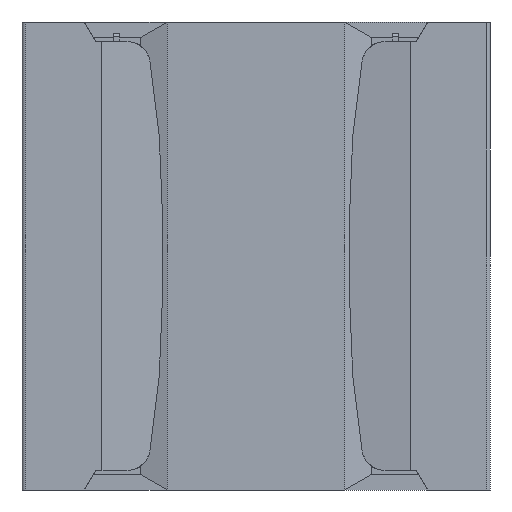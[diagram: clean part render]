
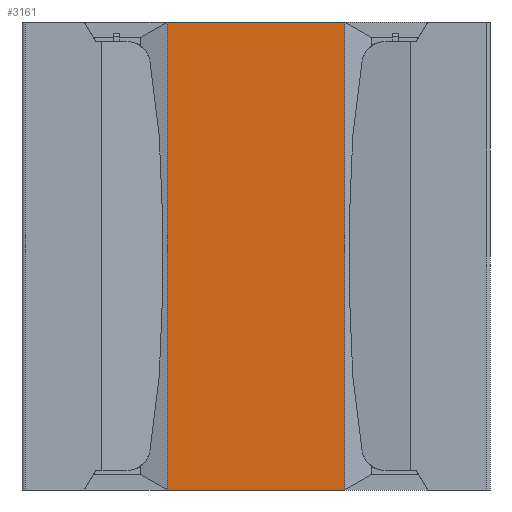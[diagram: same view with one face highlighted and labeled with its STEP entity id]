
A CAD part, front view. The second image highlights one B-rep face of the part: STEP entity #3161.
In plain terms, the highlighted planar face has unit normal (0, -1, 0).
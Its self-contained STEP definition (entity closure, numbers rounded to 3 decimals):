
#12 = VERTEX_POINT ( 'NONE', #687 ) ;
#103 = DIRECTION ( 'NONE',  ( 0., 0., 1. ) ) ;
#132 = CARTESIAN_POINT ( 'NONE',  ( -0.569, 0.04, -1.5 ) ) ;
#145 = EDGE_CURVE ( 'NONE', #1500, #12, #3646, .T. ) ;
#583 = VECTOR ( 'NONE', #2940, 1000. ) ;
#599 = EDGE_CURVE ( 'NONE', #673, #1500, #2091, .T. ) ;
#673 = VERTEX_POINT ( 'NONE', #132 ) ;
#687 = CARTESIAN_POINT ( 'NONE',  ( 0.569, 0.04, 1.5 ) ) ;
#745 = AXIS2_PLACEMENT_3D ( 'NONE', #3400, #3716, #103 ) ;
#893 = CARTESIAN_POINT ( 'NONE',  ( -0.569, 0.04, -1.5 ) ) ;
#950 = VECTOR ( 'NONE', #3001, 1000. ) ;
#1001 = LINE ( 'NONE', #893, #950 ) ;
#1019 = CARTESIAN_POINT ( 'NONE',  ( 0., 0.04, -1.5 ) ) ;
#1155 = EDGE_CURVE ( 'NONE', #1617, #12, #3031, .T. ) ;
#1454 = FACE_OUTER_BOUND ( 'NONE', #3465, .T. ) ;
#1500 = VERTEX_POINT ( 'NONE', #2267 ) ;
#1555 = EDGE_CURVE ( 'NONE', #673, #1617, #1001, .T. ) ;
#1564 = VECTOR ( 'NONE', #2458, 1000. ) ;
#1617 = VERTEX_POINT ( 'NONE', #3722 ) ;
#2091 = LINE ( 'NONE', #1019, #2702 ) ;
#2246 = PLANE ( 'NONE',  #745 ) ;
#2267 = CARTESIAN_POINT ( 'NONE',  ( 0.569, 0.04, -1.5 ) ) ;
#2348 = CARTESIAN_POINT ( 'NONE',  ( 0.569, 0.04, -1.5 ) ) ;
#2458 = DIRECTION ( 'NONE',  ( 1., 0., 0. ) ) ;
#2461 = ORIENTED_EDGE ( 'NONE', *, *, #1555, .F. ) ;
#2539 = ORIENTED_EDGE ( 'NONE', *, *, #1155, .F. ) ;
#2579 = DIRECTION ( 'NONE',  ( 1., 0., 0. ) ) ;
#2668 = ORIENTED_EDGE ( 'NONE', *, *, #145, .T. ) ;
#2702 = VECTOR ( 'NONE', #2579, 1000. ) ;
#2940 = DIRECTION ( 'NONE',  ( 0., 0., 1. ) ) ;
#3001 = DIRECTION ( 'NONE',  ( 0., 0., 1. ) ) ;
#3031 = LINE ( 'NONE', #3324, #1564 ) ;
#3129 = ORIENTED_EDGE ( 'NONE', *, *, #599, .T. ) ;
#3161 = ADVANCED_FACE ( 'NONE', ( #1454 ), #2246, .F. ) ;
#3324 = CARTESIAN_POINT ( 'NONE',  ( 0., 0.04, 1.5 ) ) ;
#3400 = CARTESIAN_POINT ( 'NONE',  ( 0., 0.04, 0. ) ) ;
#3465 = EDGE_LOOP ( 'NONE', ( #2539, #2461, #3129, #2668 ) ) ;
#3646 = LINE ( 'NONE', #2348, #583 ) ;
#3716 = DIRECTION ( 'NONE',  ( 0., 1., 0. ) ) ;
#3722 = CARTESIAN_POINT ( 'NONE',  ( -0.569, 0.04, 1.5 ) ) ;
